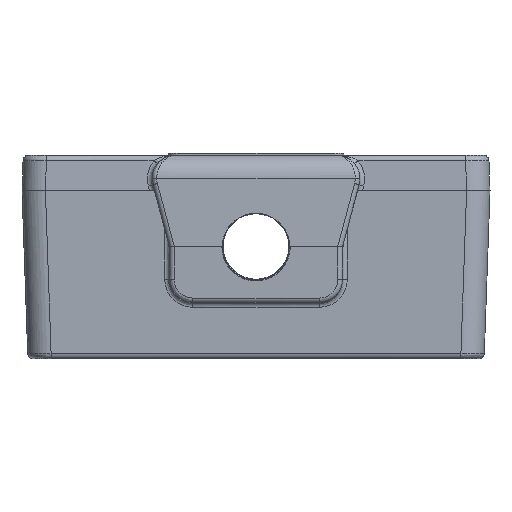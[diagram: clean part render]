
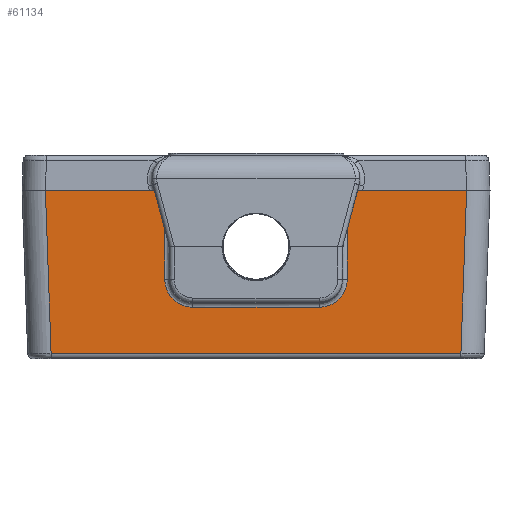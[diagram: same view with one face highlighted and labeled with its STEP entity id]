
A CAD part, left-side view. The second image highlights one B-rep face of the part: STEP entity #61134.
In plain terms, the highlighted planar face has unit normal (-1, 0, -0.018).
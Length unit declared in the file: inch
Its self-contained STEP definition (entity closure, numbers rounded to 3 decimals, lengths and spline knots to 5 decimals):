
#266 = CARTESIAN_POINT ( 'NONE',  ( -2.26511, -0.45745, -0.14424 ) ) ;
#1993 = LINE ( 'NONE', #145057, #224986 ) ;
#3218 = VERTEX_POINT ( 'NONE', #169246 ) ;
#5651 = EDGE_CURVE ( 'NONE', #3218, #41226, #1993, .T. ) ;
#8502 = CARTESIAN_POINT ( 'NONE',  ( -2.2641, 0.35713, -0.20207 ) ) ;
#9231 = ORIENTED_EDGE ( 'NONE', *, *, #89598, .F. ) ;
#13188 = DIRECTION ( 'NONE',  ( 0., -1., 0. ) ) ;
#16556 = LINE ( 'NONE', #71645, #200483 ) ;
#18504 = VECTOR ( 'NONE', #75302, 39.37008 ) ;
#18759 = CARTESIAN_POINT ( 'NONE',  ( -2.26672, 0.4875, -0.05206 ) ) ;
#21402 = LINE ( 'NONE', #108179, #18504 ) ;
#22479 = CARTESIAN_POINT ( 'NONE',  ( -2.26603, -0.4836, -0.09132 ) ) ;
#27702 = DIRECTION ( 'NONE',  ( -0.017, 0., 1. ) ) ;
#29847 = LINE ( 'NONE', #83747, #129967 ) ;
#31854 = ORIENTED_EDGE ( 'NONE', *, *, #87191, .F. ) ;
#31994 = VECTOR ( 'NONE', #36016, 39.37008 ) ;
#33609 = CARTESIAN_POINT ( 'NONE',  ( -2.275, -1.125, 0.4225 ) ) ;
#35505 = DIRECTION ( 'NONE',  ( 1., 0., 0.017 ) ) ;
#36016 = DIRECTION ( 'NONE',  ( -0.017, 0.035, 0.999 ) ) ;
#41226 = VERTEX_POINT ( 'NONE', #33609 ) ;
#44823 = CARTESIAN_POINT ( 'NONE',  ( -2.2654, 0.46861, -0.12763 ) ) ;
#46878 = DIRECTION ( 'NONE',  ( 0.017, 0.035, -0.999 ) ) ;
#47099 = CARTESIAN_POINT ( 'NONE',  ( -2.26603, 0.4836, -0.09133 ) ) ;
#51266 = CARTESIAN_POINT ( 'NONE',  ( -2.2598, 1.0946, -0.44802 ) ) ;
#54160 = EDGE_CURVE ( 'NONE', #210052, #59773, #179098, .T. ) ;
#54186 = CARTESIAN_POINT ( 'NONE',  ( -2.26672, -0.4875, -0.05206 ) ) ;
#54683 = VECTOR ( 'NONE', #13188, 39.37008 ) ;
#55308 = CARTESIAN_POINT ( 'NONE',  ( -2.26417, -0.37677, -0.19816 ) ) ;
#59773 = VERTEX_POINT ( 'NONE', #194683 ) ;
#59862 = VERTEX_POINT ( 'NONE', #18759 ) ;
#61134 = ADVANCED_FACE ( 'NONE', ( #162152 ), #108163, .F. ) ;
#62406 = CARTESIAN_POINT ( 'NONE',  ( -2.26462, 0.42968, -0.17202 ) ) ;
#71645 = CARTESIAN_POINT ( 'NONE',  ( -2.25161, 0.4875, -0.91765 ) ) ;
#71759 = CARTESIAN_POINT ( 'NONE',  ( -2.26637, -0.4875, -0.0717 ) ) ;
#72919 = CARTESIAN_POINT ( 'NONE',  ( -2.26462, -0.42967, -0.17199 ) ) ;
#75218 = CARTESIAN_POINT ( 'NONE',  ( -2.26443, -0.41306, -0.18317 ) ) ;
#75302 = DIRECTION ( 'NONE',  ( 0., -1., 0. ) ) ;
#76406 = CARTESIAN_POINT ( 'NONE',  ( -2.25977, 1.0946, -0.44802 ) ) ;
#78985 = ORIENTED_EDGE ( 'NONE', *, *, #54160, .F. ) ;
#79805 = LINE ( 'NONE', #100790, #225094 ) ;
#80332 = DIRECTION ( 'NONE',  ( 0., 1., 0. ) ) ;
#80478 = CARTESIAN_POINT ( 'NONE',  ( -2.25161, -0.4875, -0.91765 ) ) ;
#81142 = CARTESIAN_POINT ( 'NONE',  ( -2.2641, 0.3375, -0.20206 ) ) ;
#83445 = CARTESIAN_POINT ( 'NONE',  ( -2.26637, 0.48746, -0.0717 ) ) ;
#83747 = CARTESIAN_POINT ( 'NONE',  ( -2.2598, -0.6875, -0.44802 ) ) ;
#84173 = EDGE_CURVE ( 'NONE', #85185, #115070, #21402, .T. ) ;
#85185 = VERTEX_POINT ( 'NONE', #167588 ) ;
#87191 = EDGE_CURVE ( 'NONE', #223711, #3218, #169641, .T. ) ;
#88599 = CARTESIAN_POINT ( 'NONE',  ( -2.2641, -0.3375, -0.20206 ) ) ;
#89598 = EDGE_CURVE ( 'NONE', #41226, #184148, #79805, .T. ) ;
#89928 = ORIENTED_EDGE ( 'NONE', *, *, #222297, .F. ) ;
#100790 = CARTESIAN_POINT ( 'NONE',  ( -2.25184, -1.07867, -0.90408 ) ) ;
#102199 = B_SPLINE_CURVE_WITH_KNOTS ( 'NONE', 3,
 ( #198560, #83445, #47099, #44823, #205453, #62406, #207752, #168015, #8502, #81142 ),
 .UNSPECIFIED., .F., .F.,
 ( 4, 2, 2, 2, 4 ),
 ( 0., 0.25, 0.5, 0.75, 1. ),
 .UNSPECIFIED. ) ;
#107403 = CARTESIAN_POINT ( 'NONE',  ( -2.2598, -1.0946, -0.44802 ) ) ;
#108163 = PLANE ( 'NONE',  #164587 ) ;
#108179 = CARTESIAN_POINT ( 'NONE',  ( -2.2641, -1.375, -0.20206 ) ) ;
#115070 = VERTEX_POINT ( 'NONE', #88599 ) ;
#119354 = ORIENTED_EDGE ( 'NONE', *, *, #181241, .F. ) ;
#123367 = LINE ( 'NONE', #136368, #54683 ) ;
#129866 = EDGE_LOOP ( 'NONE', ( #185429, #78985, #119354, #9231, #166407, #31854, #176266, #155715, #202675, #89928 ) ) ;
#129967 = VECTOR ( 'NONE', #80332, 39.37008 ) ;
#136368 = CARTESIAN_POINT ( 'NONE',  ( -2.275, -1.375, 0.4225 ) ) ;
#140444 = EDGE_CURVE ( 'NONE', #59862, #85185, #102199, .T. ) ;
#145057 = CARTESIAN_POINT ( 'NONE',  ( -2.275, -1.375, 0.4225 ) ) ;
#146800 = CARTESIAN_POINT ( 'NONE',  ( -2.2654, -0.46858, -0.12761 ) ) ;
#155715 = ORIENTED_EDGE ( 'NONE', *, *, #84173, .F. ) ;
#157286 = CARTESIAN_POINT ( 'NONE',  ( -2.275, 0.4875, 0.4225 ) ) ;
#160935 = CARTESIAN_POINT ( 'NONE',  ( -2.2641, -0.35714, -0.20203 ) ) ;
#162152 = FACE_OUTER_BOUND ( 'NONE', #129866, .T. ) ;
#164437 = DIRECTION ( 'NONE',  ( 0.017, 0., -1. ) ) ;
#164587 = AXIS2_PLACEMENT_3D ( 'NONE', #217240, #35505, #164437 ) ;
#166407 = ORIENTED_EDGE ( 'NONE', *, *, #5651, .F. ) ;
#167588 = CARTESIAN_POINT ( 'NONE',  ( -2.2641, 0.3375, -0.20206 ) ) ;
#168015 = CARTESIAN_POINT ( 'NONE',  ( -2.26417, 0.37676, -0.19816 ) ) ;
#169246 = CARTESIAN_POINT ( 'NONE',  ( -2.275, -0.4875, 0.4225 ) ) ;
#169641 = LINE ( 'NONE', #80478, #192301 ) ;
#176103 = DIRECTION ( 'NONE',  ( 0.017, 0., -1. ) ) ;
#176266 = ORIENTED_EDGE ( 'NONE', *, *, #227726, .F. ) ;
#179098 = LINE ( 'NONE', #51266, #31994 ) ;
#181241 = EDGE_CURVE ( 'NONE', #184148, #210052, #29847, .T. ) ;
#183154 = CARTESIAN_POINT ( 'NONE',  ( -2.2641, -0.3375, -0.20206 ) ) ;
#184148 = VERTEX_POINT ( 'NONE', #107403 ) ;
#185429 = ORIENTED_EDGE ( 'NONE', *, *, #226736, .F. ) ;
#192301 = VECTOR ( 'NONE', #27702, 39.37008 ) ;
#193694 = VERTEX_POINT ( 'NONE', #157286 ) ;
#194683 = CARTESIAN_POINT ( 'NONE',  ( -2.275, 1.125, 0.4225 ) ) ;
#198560 = CARTESIAN_POINT ( 'NONE',  ( -2.26672, 0.4875, -0.05206 ) ) ;
#200483 = VECTOR ( 'NONE', #176103, 39.37008 ) ;
#202675 = ORIENTED_EDGE ( 'NONE', *, *, #140444, .F. ) ;
#205453 = CARTESIAN_POINT ( 'NONE',  ( -2.26511, 0.45743, -0.14423 ) ) ;
#207752 = CARTESIAN_POINT ( 'NONE',  ( -2.26443, 0.41305, -0.18314 ) ) ;
#210052 = VERTEX_POINT ( 'NONE', #76406 ) ;
#210746 = CARTESIAN_POINT ( 'NONE',  ( -2.26672, -0.4875, -0.05206 ) ) ;
#216631 = DIRECTION ( 'NONE',  ( 0., -1., 0. ) ) ;
#217240 = CARTESIAN_POINT ( 'NONE',  ( -2.25161, -1.375, -0.91765 ) ) ;
#222297 = EDGE_CURVE ( 'NONE', #193694, #59862, #16556, .T. ) ;
#223711 = VERTEX_POINT ( 'NONE', #210746 ) ;
#223718 = B_SPLINE_CURVE_WITH_KNOTS ( 'NONE', 3,
 ( #183154, #160935, #55308, #75218, #72919, #266, #146800, #22479, #71759, #54186 ),
 .UNSPECIFIED., .F., .F.,
 ( 4, 2, 2, 2, 4 ),
 ( 0., 0.25, 0.5, 0.75, 1. ),
 .UNSPECIFIED. ) ;
#224986 = VECTOR ( 'NONE', #216631, 39.37008 ) ;
#225094 = VECTOR ( 'NONE', #46878, 39.37008 ) ;
#226736 = EDGE_CURVE ( 'NONE', #59773, #193694, #123367, .T. ) ;
#227726 = EDGE_CURVE ( 'NONE', #115070, #223711, #223718, .T. ) ;
